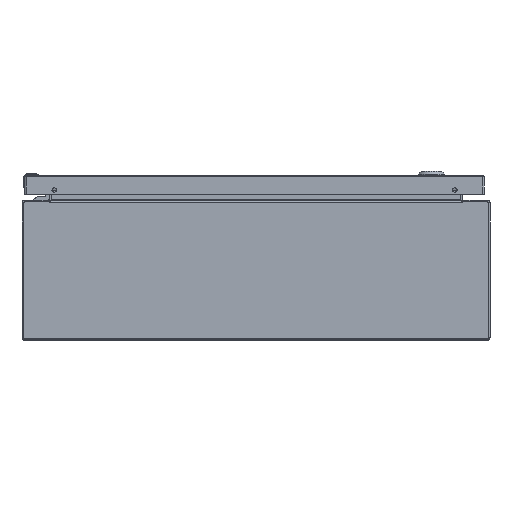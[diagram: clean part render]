
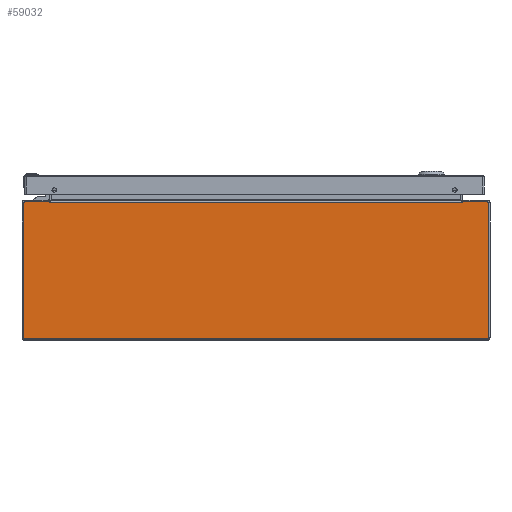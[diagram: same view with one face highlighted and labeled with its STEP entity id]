
A CAD part, front view. The second image highlights one B-rep face of the part: STEP entity #59032.
In plain terms, the highlighted planar face has unit normal (0, -1, 0).
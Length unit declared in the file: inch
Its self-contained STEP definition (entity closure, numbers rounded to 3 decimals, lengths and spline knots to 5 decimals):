
#1597 = CARTESIAN_POINT ( 'NONE',  ( -9.937, -10., -2.857 ) ) ;
#2801 = DIRECTION ( 'NONE',  ( 0., 0., -1. ) ) ;
#3956 = AXIS2_PLACEMENT_3D ( 'NONE', #98570, #38938, #64285 ) ;
#4819 = AXIS2_PLACEMENT_3D ( 'NONE', #129882, #109107, #156146 ) ;
#9234 = CARTESIAN_POINT ( 'NONE',  ( 0., -10., 2.937 ) ) ;
#9388 = ORIENTED_EDGE ( 'NONE', *, *, #89907, .T. ) ;
#13211 = CARTESIAN_POINT ( 'NONE',  ( -9.857, -10., 2.857 ) ) ;
#13710 = LINE ( 'NONE', #61333, #128458 ) ;
#14094 = CARTESIAN_POINT ( 'NONE',  ( 9.937, -10., 2.857 ) ) ;
#14359 = DIRECTION ( 'NONE',  ( 0., 0., 1. ) ) ;
#15588 = LINE ( 'NONE', #52954, #152443 ) ;
#16212 = VERTEX_POINT ( 'NONE', #118284 ) ;
#18608 = EDGE_CURVE ( 'NONE', #53001, #128950, #120364, .T. ) ;
#20867 = ORIENTED_EDGE ( 'NONE', *, *, #107154, .T. ) ;
#21782 = ORIENTED_EDGE ( 'NONE', *, *, #135400, .T. ) ;
#24288 = CARTESIAN_POINT ( 'NONE',  ( 0., -10., 0. ) ) ;
#25087 = ORIENTED_EDGE ( 'NONE', *, *, #82153, .T. ) ;
#26760 = CARTESIAN_POINT ( 'NONE',  ( 0., -10., 2.937 ) ) ;
#26913 = VECTOR ( 'NONE', #14359, 39.37008 ) ;
#27870 = CARTESIAN_POINT ( 'NONE',  ( -8.82312, -10., 2.937 ) ) ;
#28968 = CARTESIAN_POINT ( 'NONE',  ( 8.82312, -10., 2.937 ) ) ;
#31723 = VERTEX_POINT ( 'NONE', #145385 ) ;
#31855 = VERTEX_POINT ( 'NONE', #81476 ) ;
#33888 = LINE ( 'NONE', #9234, #90617 ) ;
#34433 = VERTEX_POINT ( 'NONE', #1597 ) ;
#37737 = CARTESIAN_POINT ( 'NONE',  ( 9.857, -10., 2.937 ) ) ;
#37884 = VECTOR ( 'NONE', #135505, 39.37008 ) ;
#38938 = DIRECTION ( 'NONE',  ( 0., -1., 0. ) ) ;
#39338 = DIRECTION ( 'NONE',  ( 0., -1., 0. ) ) ;
#40187 = CARTESIAN_POINT ( 'NONE',  ( -9.857, -10., -2.937 ) ) ;
#40637 = VERTEX_POINT ( 'NONE', #58219 ) ;
#42160 = DIRECTION ( 'NONE',  ( -0.174, 0., -0.985 ) ) ;
#42533 = DIRECTION ( 'NONE',  ( 1., 0., 0. ) ) ;
#42657 = ORIENTED_EDGE ( 'NONE', *, *, #55304, .T. ) ;
#46301 = CARTESIAN_POINT ( 'NONE',  ( -8.8136, -10., 2.883 ) ) ;
#46745 = EDGE_CURVE ( 'NONE', #31723, #85845, #13710, .T. ) ;
#48404 = VECTOR ( 'NONE', #70976, 39.37008 ) ;
#48476 = DIRECTION ( 'NONE',  ( -1., 0., 0. ) ) ;
#49996 = VERTEX_POINT ( 'NONE', #46301 ) ;
#50001 = EDGE_CURVE ( 'NONE', #128950, #31855, #73388, .T. ) ;
#50310 = ORIENTED_EDGE ( 'NONE', *, *, #46745, .T. ) ;
#50763 = EDGE_CURVE ( 'NONE', #16212, #34433, #15588, .T. ) ;
#52954 = CARTESIAN_POINT ( 'NONE',  ( -9.937, -10., 0. ) ) ;
#53001 = VERTEX_POINT ( 'NONE', #40187 ) ;
#53283 = CARTESIAN_POINT ( 'NONE',  ( 9.937, -10., 0. ) ) ;
#55304 = EDGE_CURVE ( 'NONE', #113261, #40637, #117707, .T. ) ;
#56233 = EDGE_CURVE ( 'NONE', #31855, #148026, #124925, .T. ) ;
#58219 = CARTESIAN_POINT ( 'NONE',  ( 8.8136, -10., 2.883 ) ) ;
#59032 = ADVANCED_FACE ( 'NONE', ( #71940 ), #108594, .T. ) ;
#59051 = VERTEX_POINT ( 'NONE', #37737 ) ;
#61229 = DIRECTION ( 'NONE',  ( 0., 0., -1. ) ) ;
#61333 = CARTESIAN_POINT ( 'NONE',  ( 0., -10., 2.883 ) ) ;
#64031 = DIRECTION ( 'NONE',  ( 0., 0., -1. ) ) ;
#64285 = DIRECTION ( 'NONE',  ( 0., 0., -1. ) ) ;
#68227 = ORIENTED_EDGE ( 'NONE', *, *, #18608, .T. ) ;
#70976 = DIRECTION ( 'NONE',  ( 1., 0., 0. ) ) ;
#71707 = VECTOR ( 'NONE', #48476, 39.37008 ) ;
#71940 = FACE_OUTER_BOUND ( 'NONE', #154851, .T. ) ;
#72502 = CIRCLE ( 'NONE', #3956, 0.08 ) ;
#73210 = DIRECTION ( 'NONE',  ( 0., -1., 0. ) ) ;
#73388 = CIRCLE ( 'NONE', #4819, 0.08 ) ;
#74112 = VECTOR ( 'NONE', #42533, 39.37008 ) ;
#75134 = ORIENTED_EDGE ( 'NONE', *, *, #92975, .T. ) ;
#75678 = AXIS2_PLACEMENT_3D ( 'NONE', #24288, #39338, #157201 ) ;
#77347 = LINE ( 'NONE', #113160, #37884 ) ;
#78551 = ORIENTED_EDGE ( 'NONE', *, *, #130719, .T. ) ;
#81476 = CARTESIAN_POINT ( 'NONE',  ( 9.937, -10., -2.857 ) ) ;
#82153 = EDGE_CURVE ( 'NONE', #119705, #102225, #88779, .T. ) ;
#83500 = AXIS2_PLACEMENT_3D ( 'NONE', #13211, #111816, #2801 ) ;
#85028 = LINE ( 'NONE', #142513, #71707 ) ;
#85845 = VERTEX_POINT ( 'NONE', #118153 ) ;
#86390 = DIRECTION ( 'NONE',  ( -1., 0., 0. ) ) ;
#87479 = ORIENTED_EDGE ( 'NONE', *, *, #142643, .F. ) ;
#88622 = CIRCLE ( 'NONE', #83500, 0.08 ) ;
#88779 = LINE ( 'NONE', #26760, #124928 ) ;
#89907 = EDGE_CURVE ( 'NONE', #40637, #31723, #85028, .T. ) ;
#90617 = VECTOR ( 'NONE', #145357, 39.37008 ) ;
#92975 = EDGE_CURVE ( 'NONE', #148026, #59051, #72502, .T. ) ;
#94871 = ORIENTED_EDGE ( 'NONE', *, *, #56233, .T. ) ;
#98570 = CARTESIAN_POINT ( 'NONE',  ( 9.857, -10., 2.857 ) ) ;
#101125 = ORIENTED_EDGE ( 'NONE', *, *, #50763, .T. ) ;
#102225 = VERTEX_POINT ( 'NONE', #107457 ) ;
#107154 = EDGE_CURVE ( 'NONE', #102225, #16212, #88622, .T. ) ;
#107457 = CARTESIAN_POINT ( 'NONE',  ( -9.857, -10., 2.937 ) ) ;
#108594 = PLANE ( 'NONE',  #75678 ) ;
#109107 = DIRECTION ( 'NONE',  ( 0., -1., 0. ) ) ;
#109986 = DIRECTION ( 'NONE',  ( -1., 0., 0. ) ) ;
#111816 = DIRECTION ( 'NONE',  ( 0., -1., 0. ) ) ;
#113160 = CARTESIAN_POINT ( 'NONE',  ( -8.81836, -10., 2.91 ) ) ;
#113261 = VERTEX_POINT ( 'NONE', #28968 ) ;
#113378 = CARTESIAN_POINT ( 'NONE',  ( -8.80578, -10., 2.883 ) ) ;
#116117 = CARTESIAN_POINT ( 'NONE',  ( 8.81836, -10., 2.91 ) ) ;
#117707 = LINE ( 'NONE', #116117, #140990 ) ;
#118153 = CARTESIAN_POINT ( 'NONE',  ( -8.798, -10., 2.883 ) ) ;
#118284 = CARTESIAN_POINT ( 'NONE',  ( -9.937, -10., 2.857 ) ) ;
#118765 = ORIENTED_EDGE ( 'NONE', *, *, #50001, .T. ) ;
#119568 = CARTESIAN_POINT ( 'NONE',  ( 0., -10., -2.937 ) ) ;
#119705 = VERTEX_POINT ( 'NONE', #27870 ) ;
#120364 = LINE ( 'NONE', #119568, #48404 ) ;
#124925 = LINE ( 'NONE', #53283, #26913 ) ;
#124928 = VECTOR ( 'NONE', #86390, 39.37008 ) ;
#127668 = AXIS2_PLACEMENT_3D ( 'NONE', #133770, #73210, #61229 ) ;
#128458 = VECTOR ( 'NONE', #109986, 39.37008 ) ;
#128950 = VERTEX_POINT ( 'NONE', #154376 ) ;
#129882 = CARTESIAN_POINT ( 'NONE',  ( 9.857, -10., -2.857 ) ) ;
#130304 = EDGE_CURVE ( 'NONE', #49996, #85845, #151604, .T. ) ;
#130719 = EDGE_CURVE ( 'NONE', #34433, #53001, #148079, .T. ) ;
#133770 = CARTESIAN_POINT ( 'NONE',  ( -9.857, -10., -2.857 ) ) ;
#135400 = EDGE_CURVE ( 'NONE', #59051, #113261, #33888, .T. ) ;
#135505 = DIRECTION ( 'NONE',  ( 0.174, 0., -0.985 ) ) ;
#140990 = VECTOR ( 'NONE', #42160, 39.37008 ) ;
#142064 = ORIENTED_EDGE ( 'NONE', *, *, #130304, .F. ) ;
#142513 = CARTESIAN_POINT ( 'NONE',  ( 8.80578, -10., 2.883 ) ) ;
#142643 = EDGE_CURVE ( 'NONE', #119705, #49996, #77347, .T. ) ;
#145357 = DIRECTION ( 'NONE',  ( -1., 0., 0. ) ) ;
#145385 = CARTESIAN_POINT ( 'NONE',  ( 8.798, -10., 2.883 ) ) ;
#148026 = VERTEX_POINT ( 'NONE', #14094 ) ;
#148079 = CIRCLE ( 'NONE', #127668, 0.08 ) ;
#151604 = LINE ( 'NONE', #113378, #74112 ) ;
#152443 = VECTOR ( 'NONE', #64031, 39.37008 ) ;
#154376 = CARTESIAN_POINT ( 'NONE',  ( 9.857, -10., -2.937 ) ) ;
#154851 = EDGE_LOOP ( 'NONE', ( #25087, #20867, #101125, #78551, #68227, #118765, #94871, #75134, #21782, #42657, #9388, #50310, #142064, #87479 ) ) ;
#156146 = DIRECTION ( 'NONE',  ( 0., 0., -1. ) ) ;
#157201 = DIRECTION ( 'NONE',  ( 0., 0., -1. ) ) ;
